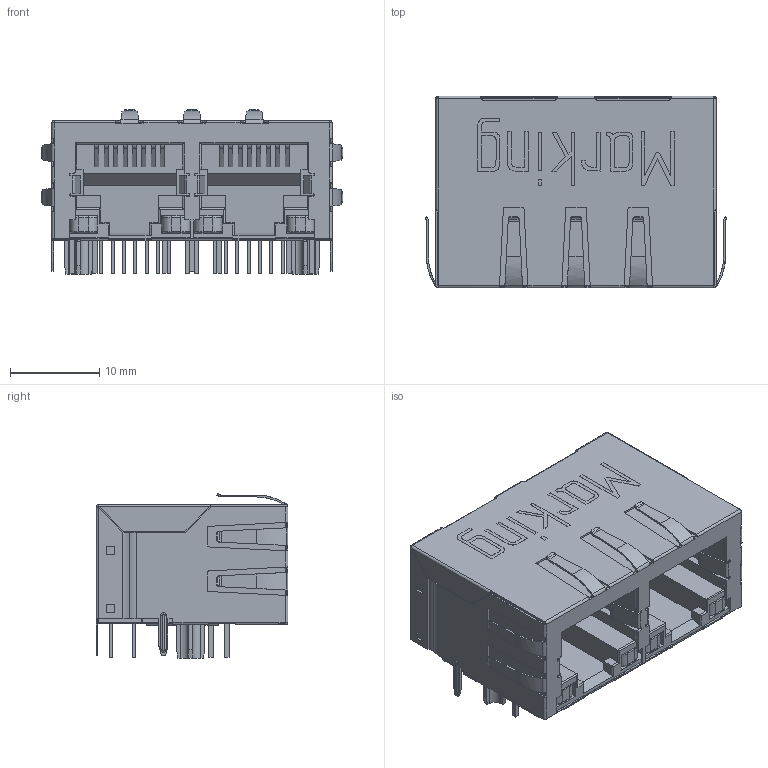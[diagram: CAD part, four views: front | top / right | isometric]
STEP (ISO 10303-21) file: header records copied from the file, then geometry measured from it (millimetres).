
FILE_DESCRIPTION(/* description */ ('Unknown'),/* implementation_level */ '2;1');
FILE_NAME(/* name */ 'T_Wurth_WE-RJ45LAN_7499021125',/* time_stamp */ '2025-08-21T14:30:42+08:00',/* author */ ('Unknown'),/* organization */ ('Unknown'),/* preprocessor_version */ 'ST-DEVELOPER v19.4',/* originating_system */ 'Solid Edge',/* authorisation */ 'Unknown');
FILE_SCHEMA (('AUTOMOTIVE_DESIGN {1 0 10303 214 3 1 1}'));
Length unit declared in the file: millimetre
Products named in the file (2): T_Wurth_WE-RJ45LAN_7499021125
Assembly tree (1 placements, depth 2):
  T_Wurth_WE-RJ45LAN_7499021125
    T_Wurth_WE-RJ45LAN_7499021125
Bounding box: 33.85 x 21.5 x 18.47 mm (x, y, z)
Volume: 6731.4 mm3; surface area: 5311.4 mm2
Topology: 1 solids, 1 shells, 1268 faces, 3326 edges, 2104 vertices
Faces by surface type: plane 774, cylinder 370, bspline 72, torus 24, cone 16, sphere 12
Entity records: 49443 total; most frequent: CARTESIAN_POINT 10013, ORIENTED_EDGE 6628, DIRECTION 5883, EDGE_CURVE 3314, LINE 2239, VECTOR 2239, VERTEX_POINT 2104, AXIS2_PLACEMENT_3D 1822
